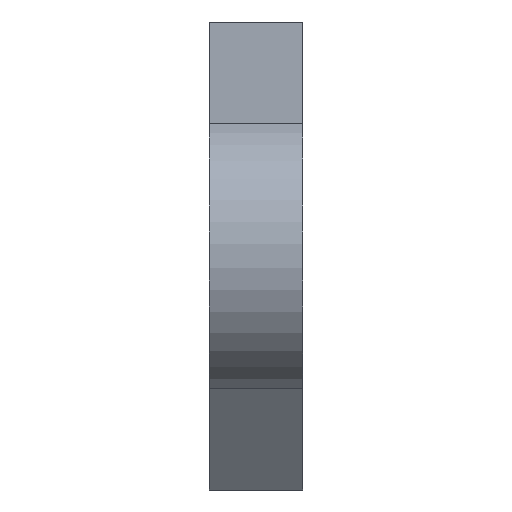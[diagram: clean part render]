
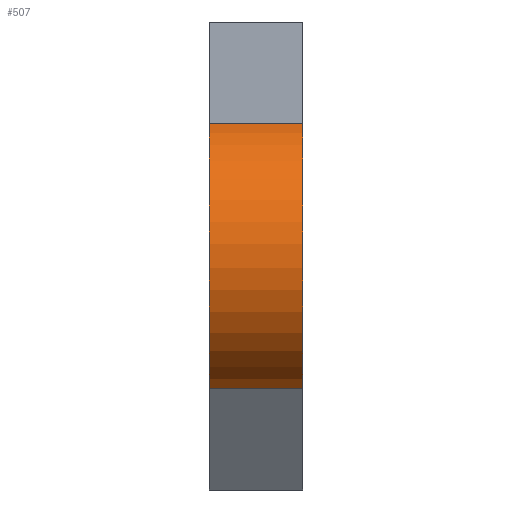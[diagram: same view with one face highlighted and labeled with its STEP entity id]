
A CAD part, left-side view. The second image highlights one B-rep face of the part: STEP entity #507.
In plain terms, the highlighted cylindrical face has radius 3 mm (diameter 6 mm), a partial arc.
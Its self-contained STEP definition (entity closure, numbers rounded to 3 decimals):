
#63=FACE_OUTER_BOUND('',#95,.T.);
#95=EDGE_LOOP('',(#467,#468,#469,#470));
#147=LINE('',#848,#199);
#148=LINE('',#850,#200);
#199=VECTOR('',#703,10.);
#200=VECTOR('',#706,10.);
#211=CIRCLE('',#543,3.);
#218=CIRCLE('',#558,3.);
#238=VERTEX_POINT('',#766);
#239=VERTEX_POINT('',#768);
#262=VERTEX_POINT('',#829);
#263=VERTEX_POINT('',#831);
#293=EDGE_CURVE('',#238,#239,#211,.T.);
#324=EDGE_CURVE('',#262,#263,#218,.T.);
#333=EDGE_CURVE('',#262,#239,#147,.T.);
#334=EDGE_CURVE('',#263,#238,#148,.T.);
#467=ORIENTED_EDGE('',*,*,#333,.T.);
#468=ORIENTED_EDGE('',*,*,#293,.F.);
#469=ORIENTED_EDGE('',*,*,#334,.F.);
#470=ORIENTED_EDGE('',*,*,#324,.F.);
#482=CYLINDRICAL_SURFACE('',#565,3.);
#507=ADVANCED_FACE('',(#63),#482,.T.);
#543=AXIS2_PLACEMENT_3D('',#769,#627,#628);
#558=AXIS2_PLACEMENT_3D('',#832,#681,#682);
#565=AXIS2_PLACEMENT_3D('',#849,#704,#705);
#627=DIRECTION('center_axis',(0.,1.,0.));
#628=DIRECTION('ref_axis',(1.,0.,0.));
#681=DIRECTION('center_axis',(0.,-1.,0.));
#682=DIRECTION('ref_axis',(1.,0.,0.));
#703=DIRECTION('',(0.,1.,0.));
#704=DIRECTION('center_axis',(0.,1.,0.));
#705=DIRECTION('ref_axis',(-1.,0.,0.));
#706=DIRECTION('',(0.,1.,0.));
#766=CARTESIAN_POINT('',(-13.235,1.,-2.834));
#768=CARTESIAN_POINT('',(-13.235,1.,2.834));
#769=CARTESIAN_POINT('Origin',(-12.25,1.,0.));
#829=CARTESIAN_POINT('',(-13.235,-1.,2.834));
#831=CARTESIAN_POINT('',(-13.235,-1.,-2.834));
#832=CARTESIAN_POINT('Origin',(-12.25,-1.,0.));
#848=CARTESIAN_POINT('',(-13.235,0.,2.834));
#849=CARTESIAN_POINT('Origin',(-12.25,0.,0.));
#850=CARTESIAN_POINT('',(-13.235,0.,-2.834));
